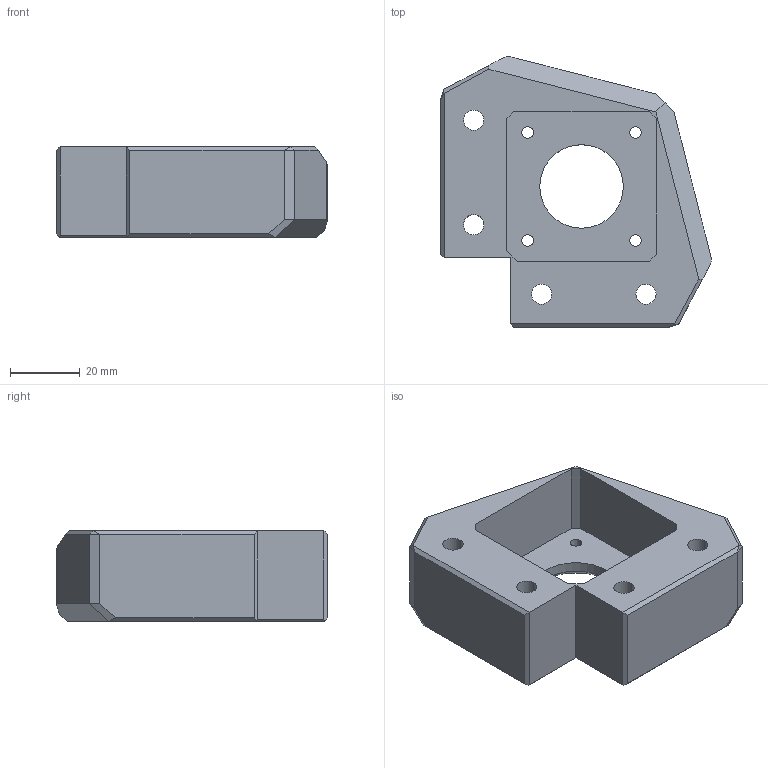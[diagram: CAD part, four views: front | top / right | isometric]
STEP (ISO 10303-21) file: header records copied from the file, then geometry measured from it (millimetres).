
FILE_DESCRIPTION (( 'STEP AP214' ), '1' );
FILE_NAME ('lead_screw_motor_cage_front.STEP', '2021-07-21T20:37:28', ( '' ), ( '' ), 'SwSTEP 2.0', 'SolidWorks 2020', '' );
FILE_SCHEMA (( 'AUTOMOTIVE_DESIGN' ));
Length unit declared in the file: millimetre
Products named in the file (1): lead_screw_motor_cage_front
Bounding box: 77.81 x 77.81 x 26 mm (x, y, z)
Volume: 76981.2 mm3; surface area: 20854.4 mm2
Topology: 1 solids, 1 shells, 92 faces, 230 edges, 145 vertices
Faces by surface type: plane 48, cylinder 26, cone 18
Entity records: 2796 total; most frequent: DIRECTION 488, CARTESIAN_POINT 468, ORIENTED_EDGE 460, EDGE_CURVE 230, AXIS2_PLACEMENT_3D 165, LINE 158, VECTOR 158, VERTEX_POINT 145
